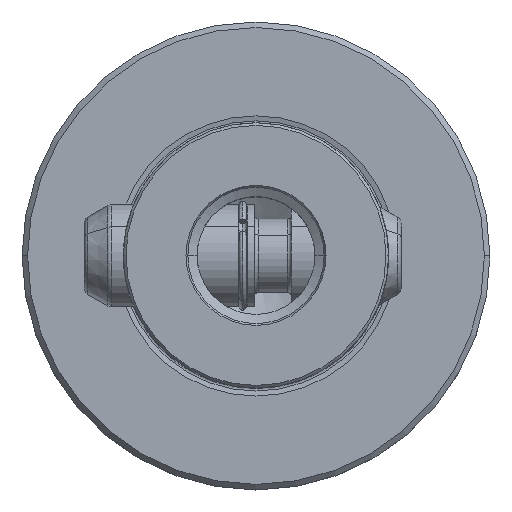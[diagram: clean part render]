
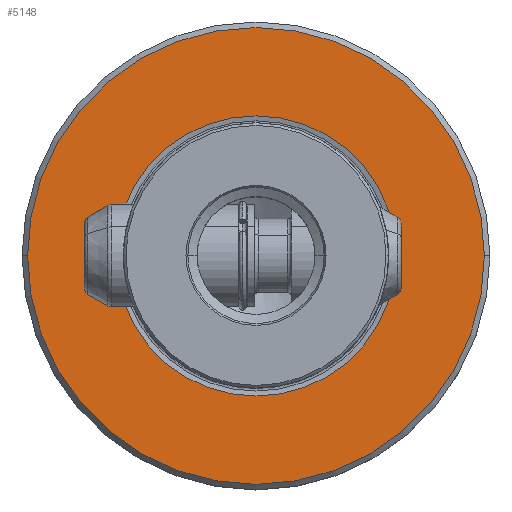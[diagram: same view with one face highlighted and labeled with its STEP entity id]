
A CAD part, top view. The second image highlights one B-rep face of the part: STEP entity #5148.
In plain terms, the highlighted planar face has unit normal (0, 0, 1).
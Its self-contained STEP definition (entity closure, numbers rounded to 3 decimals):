
#2024=VERTEX_POINT('NONE',#5882);
#2346=VERTEX_POINT('NONE',#6235);
#3070=VERTEX_POINT('NONE',#7041);
#3240=EDGE_CURVE('NONE',#3070,#4128,#7227,.F.);
#4128=VERTEX_POINT('NONE',#8211);
#4564=EDGE_CURVE('NONE',#2024,#2346,#8695,.T.);
#5148=ADVANCED_FACE('NONE',(#9330,#9331),#9332,.T.);
#5276=EDGE_CURVE('NONE',#2346,#2024,#9482,.T.);
#5336=EDGE_CURVE('NONE',#4128,#3070,#9547,.T.);
#5882=CARTESIAN_POINT('',(-31.0,0.,0.0));
#6235=CARTESIAN_POINT('',(31.0,0.,0.0));
#7041=CARTESIAN_POINT('',(-19.012,0.,0.0));
#7227=CIRCLE('',#26103,19.012);
#8211=CARTESIAN_POINT('',(19.012,0.,0.0));
#8695=CIRCLE('',#39152,31.0);
#9330=FACE_OUTER_BOUND('',#42922,.T.);
#9331=FACE_BOUND('',#42923,.T.);
#9332=PLANE('',#42924);
#9482=CIRCLE('',#45772,31.0);
#9547=CIRCLE('',#46634,19.012);
#26103=AXIS2_PLACEMENT_3D('',#59139,#59140,#59141);
#39152=AXIS2_PLACEMENT_3D('',#60833,#60834,#60835);
#42922=EDGE_LOOP('',(#61511,#61512));
#42923=EDGE_LOOP('',(#61513,#61514));
#42924=AXIS2_PLACEMENT_3D('',#61515,#61516,#61517);
#45772=AXIS2_PLACEMENT_3D('',#61729,#61730,#61731);
#46634=AXIS2_PLACEMENT_3D('',#61793,#61794,#61795);
#59139=CARTESIAN_POINT('',(0.0,0.0,0.0));
#59140=DIRECTION('',(0.0,0.0,-1.0));
#59141=DIRECTION('',(1.0,0.,0.0));
#60833=CARTESIAN_POINT('',(0.0,0.0,0.0));
#60834=DIRECTION('',(0.0,0.0,-1.0));
#60835=DIRECTION('',(-1.0,0.,0.0));
#61511=ORIENTED_EDGE('',*,*,#4564,.F.);
#61512=ORIENTED_EDGE('',*,*,#5276,.F.);
#61513=ORIENTED_EDGE('',*,*,#5336,.F.);
#61514=ORIENTED_EDGE('',*,*,#3240,.F.);
#61515=CARTESIAN_POINT('',(-18.0,0.0,0.0));
#61516=DIRECTION('',(-0.0,0.0,1.0));
#61517=DIRECTION('',(0.0,1.0,0.0));
#61729=CARTESIAN_POINT('',(0.0,0.0,0.0));
#61730=DIRECTION('',(0.0,0.0,-1.0));
#61731=DIRECTION('',(-1.0,0.,0.0));
#61793=CARTESIAN_POINT('',(0.0,0.0,0.0));
#61794=DIRECTION('',(-0.0,0.0,1.0));
#61795=DIRECTION('',(1.0,0.,0.0));
